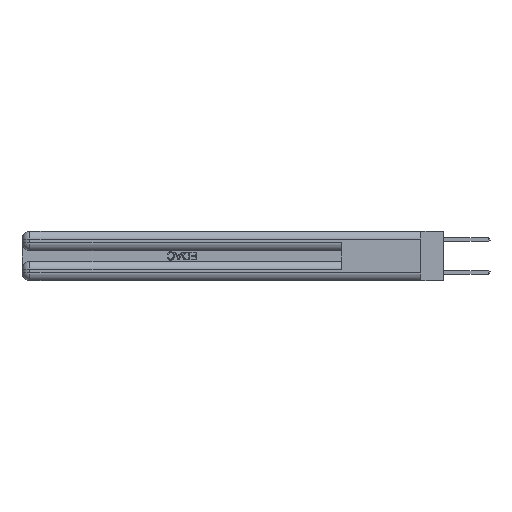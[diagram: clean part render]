
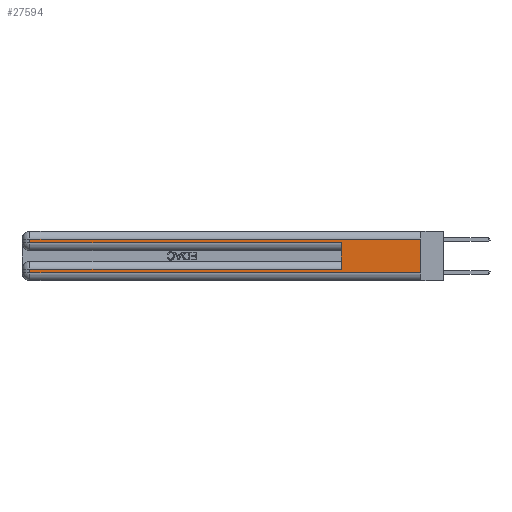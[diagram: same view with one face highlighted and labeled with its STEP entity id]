
A CAD part, left-side view. The second image highlights one B-rep face of the part: STEP entity #27594.
In plain terms, the highlighted planar face has unit normal (-1, 0, 0).
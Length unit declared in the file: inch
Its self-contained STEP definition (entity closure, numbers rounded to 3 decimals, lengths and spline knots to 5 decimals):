
#9 = DIRECTION ( 'NONE',  ( 0., -1., 0. ) ) ;
#352 = EDGE_CURVE ( 'NONE', #15224, #10311, #7566, .T. ) ;
#513 = ORIENTED_EDGE ( 'NONE', *, *, #8045, .T. ) ;
#593 = DIRECTION ( 'NONE',  ( 0., 0., 1. ) ) ;
#1403 = CARTESIAN_POINT ( 'NONE',  ( 0., 0., 0.06 ) ) ;
#1499 = DIRECTION ( 'NONE',  ( 0., -1., 0. ) ) ;
#1591 = CARTESIAN_POINT ( 'NONE',  ( 0., 2.94, 0.06 ) ) ;
#2119 = VERTEX_POINT ( 'NONE', #27051 ) ;
#2611 = LINE ( 'NONE', #3546, #24431 ) ;
#3546 = CARTESIAN_POINT ( 'NONE',  ( 0., 2.94, 0.37 ) ) ;
#3971 = VERTEX_POINT ( 'NONE', #20406 ) ;
#4393 = LINE ( 'NONE', #26241, #9686 ) ;
#6576 = VECTOR ( 'NONE', #9, 39.37008 ) ;
#7145 = ORIENTED_EDGE ( 'NONE', *, *, #9024, .T. ) ;
#7566 = LINE ( 'NONE', #18634, #24079 ) ;
#7766 = ORIENTED_EDGE ( 'NONE', *, *, #12831, .T. ) ;
#8045 = EDGE_CURVE ( 'NONE', #17191, #10311, #12532, .T. ) ;
#8083 = CARTESIAN_POINT ( 'NONE',  ( 0., 0., 0.31 ) ) ;
#8442 = VERTEX_POINT ( 'NONE', #1591 ) ;
#8864 = CARTESIAN_POINT ( 'NONE',  ( 0., 0., 0.31 ) ) ;
#9024 = EDGE_CURVE ( 'NONE', #28757, #8442, #2611, .T. ) ;
#9032 = CARTESIAN_POINT ( 'NONE',  ( 0., 0., 0.285 ) ) ;
#9075 = ORIENTED_EDGE ( 'NONE', *, *, #27665, .T. ) ;
#9343 = LINE ( 'NONE', #11769, #20609 ) ;
#9686 = VECTOR ( 'NONE', #24001, 39.37008 ) ;
#10251 = VECTOR ( 'NONE', #28367, 39.37008 ) ;
#10311 = VERTEX_POINT ( 'NONE', #11622 ) ;
#10945 = LINE ( 'NONE', #14934, #10251 ) ;
#11622 = CARTESIAN_POINT ( 'NONE',  ( 0., 0.6, 0.285 ) ) ;
#11650 = FACE_OUTER_BOUND ( 'NONE', #12601, .T. ) ;
#11729 = CARTESIAN_POINT ( 'NONE',  ( 0., 2.94, 0.085 ) ) ;
#11769 = CARTESIAN_POINT ( 'NONE',  ( 0., 0., 0.085 ) ) ;
#12381 = DIRECTION ( 'NONE',  ( 0., 1., 0. ) ) ;
#12532 = LINE ( 'NONE', #9032, #6576 ) ;
#12601 = EDGE_LOOP ( 'NONE', ( #23329, #7766, #9075, #513, #14138, #19433, #7145, #27764 ) ) ;
#12619 = VERTEX_POINT ( 'NONE', #8864 ) ;
#12680 = VECTOR ( 'NONE', #12381, 39.37008 ) ;
#12831 = EDGE_CURVE ( 'NONE', #12619, #3971, #13361, .T. ) ;
#13361 = LINE ( 'NONE', #8083, #12680 ) ;
#13709 = LINE ( 'NONE', #1403, #24968 ) ;
#14138 = ORIENTED_EDGE ( 'NONE', *, *, #352, .F. ) ;
#14740 = DIRECTION ( 'NONE',  ( 0., 0., -1. ) ) ;
#14934 = CARTESIAN_POINT ( 'NONE',  ( 0., 2.94, 0.37 ) ) ;
#15224 = VERTEX_POINT ( 'NONE', #21233 ) ;
#17041 = EDGE_CURVE ( 'NONE', #12619, #2119, #4393, .T. ) ;
#17191 = VERTEX_POINT ( 'NONE', #20082 ) ;
#18268 = EDGE_CURVE ( 'NONE', #8442, #2119, #13709, .T. ) ;
#18634 = CARTESIAN_POINT ( 'NONE',  ( 0., 0.6, 0.145 ) ) ;
#19433 = ORIENTED_EDGE ( 'NONE', *, *, #24460, .T. ) ;
#19744 = AXIS2_PLACEMENT_3D ( 'NONE', #21452, #28167, #14740 ) ;
#20082 = CARTESIAN_POINT ( 'NONE',  ( 0., 2.94, 0.285 ) ) ;
#20406 = CARTESIAN_POINT ( 'NONE',  ( 0., 2.94, 0.31 ) ) ;
#20609 = VECTOR ( 'NONE', #25216, 39.37008 ) ;
#21233 = CARTESIAN_POINT ( 'NONE',  ( 0., 0.6, 0.085 ) ) ;
#21452 = CARTESIAN_POINT ( 'NONE',  ( 0., 0., 0.37 ) ) ;
#23329 = ORIENTED_EDGE ( 'NONE', *, *, #17041, .F. ) ;
#23806 = DIRECTION ( 'NONE',  ( 0., 0., -1. ) ) ;
#24001 = DIRECTION ( 'NONE',  ( 0., 0., -1. ) ) ;
#24079 = VECTOR ( 'NONE', #593, 39.37008 ) ;
#24431 = VECTOR ( 'NONE', #23806, 39.37008 ) ;
#24460 = EDGE_CURVE ( 'NONE', #15224, #28757, #9343, .T. ) ;
#24968 = VECTOR ( 'NONE', #1499, 39.37008 ) ;
#25216 = DIRECTION ( 'NONE',  ( 0., 1., 0. ) ) ;
#25942 = PLANE ( 'NONE',  #19744 ) ;
#26241 = CARTESIAN_POINT ( 'NONE',  ( 0., 0., 0.37 ) ) ;
#27051 = CARTESIAN_POINT ( 'NONE',  ( 0., 0., 0.06 ) ) ;
#27594 = ADVANCED_FACE ( 'NONE', ( #11650 ), #25942, .F. ) ;
#27665 = EDGE_CURVE ( 'NONE', #3971, #17191, #10945, .T. ) ;
#27764 = ORIENTED_EDGE ( 'NONE', *, *, #18268, .T. ) ;
#28167 = DIRECTION ( 'NONE',  ( 1., 0., 0. ) ) ;
#28367 = DIRECTION ( 'NONE',  ( 0., 0., -1. ) ) ;
#28757 = VERTEX_POINT ( 'NONE', #11729 ) ;
